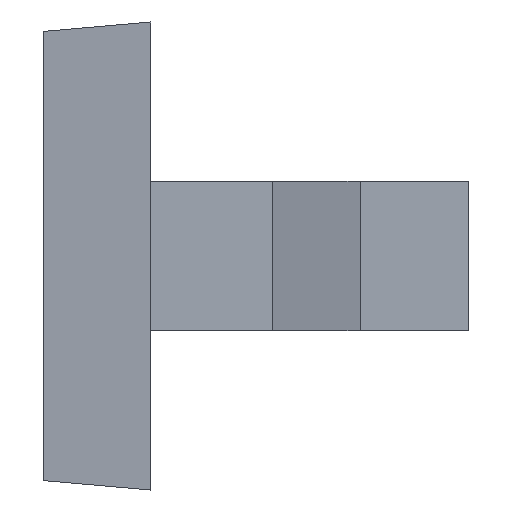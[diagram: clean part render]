
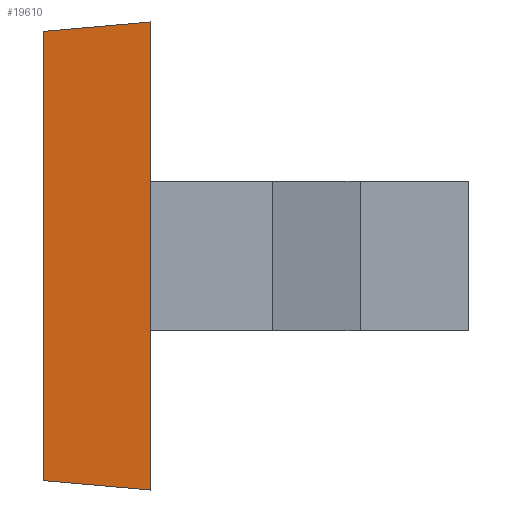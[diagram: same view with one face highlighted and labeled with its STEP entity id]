
A CAD part, left-side view. The second image highlights one B-rep face of the part: STEP entity #19610.
In plain terms, the highlighted face is planar.
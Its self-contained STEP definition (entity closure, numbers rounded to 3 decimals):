
#5540=CARTESIAN_POINT('',(47.412,199.05,
-74.944));
#5550=DIRECTION('',(-0.992,0.087,
-0.087));
#5560=VECTOR('',#5550,1.);
#5570=LINE('',#5540,#5560);
#5580=CARTESIAN_POINT('',(48.452,198.959,
-74.853));
#5590=VERTEX_POINT('',#5580);
#5600=CARTESIAN_POINT('',(47.302,199.06,
-74.954));
#5610=VERTEX_POINT('',#5600);
#5620=EDGE_CURVE('',#5590,#5610,#5570,.T.);
#7030=CARTESIAN_POINT('',(48.452,198.959,
-21.854));
#7040=DIRECTION('',(0.,0.,-1.));
#7050=VECTOR('',#7040,1.);
#7060=LINE('',#7030,#7050);
#7070=CARTESIAN_POINT('',(48.452,198.959,
-70.054));
#7080=VERTEX_POINT('',#7070);
#7090=EDGE_CURVE('',#7080,#5590,#7060,.T.);
#16490=CARTESIAN_POINT('',(47.302,199.06,
-123.053));
#16500=DIRECTION('',(0.,0.,-1.));
#16510=VECTOR('',#16500,1.);
#16520=LINE('',#16490,#16510);
#16530=CARTESIAN_POINT('',(47.302,199.06,
-69.954));
#16540=VERTEX_POINT('',#16530);
#16550=EDGE_CURVE('',#16540,#5610,#16520,.T.);
#19450=CARTESIAN_POINT('',(47.302,199.06,
-158.33));
#19460=DIRECTION('',(-0.087,-0.996,
0.));
#19470=DIRECTION('',(0.,0.,-1.));
#19480=AXIS2_PLACEMENT_3D('',#19450,#19460,#19470);
#19490=PLANE('',#19480);
#19500=ORIENTED_EDGE('',*,*,#5620,.T.);
#19510=ORIENTED_EDGE('',*,*,#7090,.T.);
#19520=CARTESIAN_POINT('',(47.412,199.05,
-69.963));
#19530=DIRECTION('',(-0.992,0.087,
0.087));
#19540=VECTOR('',#19530,1.);
#19550=LINE('',#19520,#19540);
#19560=EDGE_CURVE('',#7080,#16540,#19550,.T.);
#19570=ORIENTED_EDGE('',*,*,#19560,.F.);
#19580=ORIENTED_EDGE('',*,*,#16550,.F.);
#19590=EDGE_LOOP('',(#19580,#19570,#19510,#19500));
#19600=FACE_OUTER_BOUND('',#19590,.T.);
#19610=ADVANCED_FACE('',(#19600),#19490,.F.);
